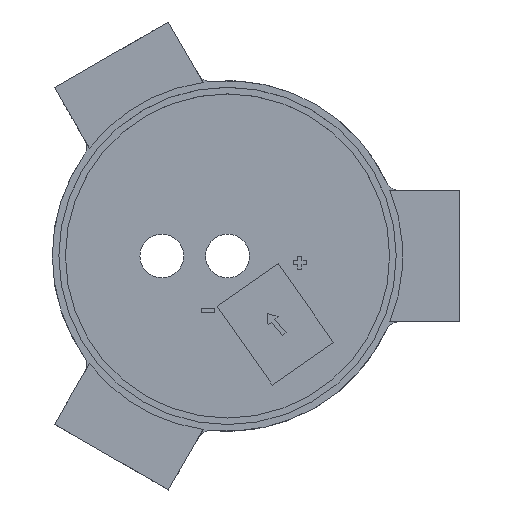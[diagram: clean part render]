
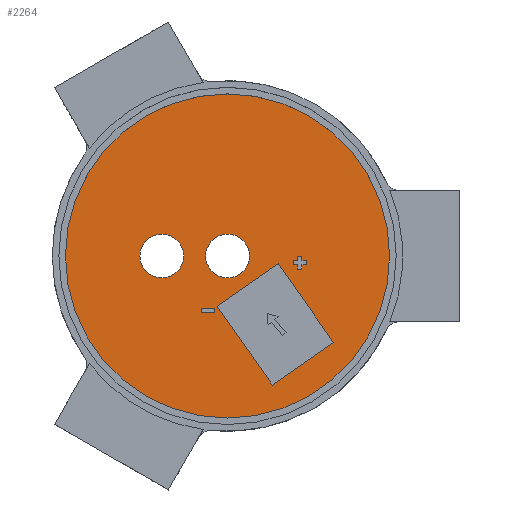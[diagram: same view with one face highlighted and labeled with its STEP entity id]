
A CAD part, top view. The second image highlights one B-rep face of the part: STEP entity #2264.
In plain terms, the highlighted planar face has unit normal (0, 0, 1).
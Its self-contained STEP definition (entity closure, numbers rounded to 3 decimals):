
#72=FACE_BOUND('',#410,.T.);
#73=FACE_BOUND('',#411,.T.);
#74=FACE_BOUND('',#412,.T.);
#75=FACE_BOUND('',#413,.T.);
#76=FACE_BOUND('',#414,.T.);
#151=PLANE('',#2499);
#271=FACE_OUTER_BOUND('',#409,.T.);
#409=EDGE_LOOP('',(#2072));
#410=EDGE_LOOP('',(#2073));
#411=EDGE_LOOP('',(#2074,#2075,#2076,#2077,#2078,#2079,#2080,#2081,#2082,
#2083,#2084,#2085));
#412=EDGE_LOOP('',(#2086,#2087,#2088,#2089));
#413=EDGE_LOOP('',(#2090));
#414=EDGE_LOOP('',(#2091,#2092,#2093,#2094));
#545=LINE('',#3827,#747);
#549=LINE('',#3835,#751);
#552=LINE('',#3841,#754);
#555=LINE('',#3847,#757);
#558=LINE('',#3853,#760);
#561=LINE('',#3859,#763);
#564=LINE('',#3865,#766);
#567=LINE('',#3871,#769);
#570=LINE('',#3877,#772);
#573=LINE('',#3883,#775);
#576=LINE('',#3889,#778);
#579=LINE('',#3894,#781);
#581=LINE('',#3900,#783);
#585=LINE('',#3908,#787);
#588=LINE('',#3914,#790);
#591=LINE('',#3919,#793);
#606=LINE('',#3963,#808);
#610=LINE('',#3971,#812);
#613=LINE('',#3977,#815);
#616=LINE('',#3982,#818);
#747=VECTOR('',#2972,10.);
#751=VECTOR('',#2978,10.);
#754=VECTOR('',#2983,10.);
#757=VECTOR('',#2988,10.);
#760=VECTOR('',#2993,10.);
#763=VECTOR('',#2998,10.);
#766=VECTOR('',#3003,10.);
#769=VECTOR('',#3008,10.);
#772=VECTOR('',#3013,10.);
#775=VECTOR('',#3018,10.);
#778=VECTOR('',#3023,10.);
#781=VECTOR('',#3028,10.);
#783=VECTOR('',#3034,10.);
#787=VECTOR('',#3040,10.);
#790=VECTOR('',#3045,10.);
#793=VECTOR('',#3050,10.);
#808=VECTOR('',#3107,10.);
#812=VECTOR('',#3113,10.);
#815=VECTOR('',#3118,10.);
#818=VECTOR('',#3123,10.);
#823=CIRCLE('',#2282,5.);
#919=CIRCLE('',#2486,5.);
#923=CIRCLE('',#2498,37.);
#924=VERTEX_POINT('',#3150);
#1087=VERTEX_POINT('',#3825);
#1088=VERTEX_POINT('',#3826);
#1091=VERTEX_POINT('',#3834);
#1093=VERTEX_POINT('',#3840);
#1095=VERTEX_POINT('',#3846);
#1097=VERTEX_POINT('',#3852);
#1099=VERTEX_POINT('',#3858);
#1101=VERTEX_POINT('',#3864);
#1103=VERTEX_POINT('',#3870);
#1105=VERTEX_POINT('',#3876);
#1107=VERTEX_POINT('',#3882);
#1109=VERTEX_POINT('',#3888);
#1111=VERTEX_POINT('',#3898);
#1112=VERTEX_POINT('',#3899);
#1115=VERTEX_POINT('',#3907);
#1117=VERTEX_POINT('',#3913);
#1123=VERTEX_POINT('',#3955);
#1125=VERTEX_POINT('',#3961);
#1126=VERTEX_POINT('',#3962);
#1129=VERTEX_POINT('',#3970);
#1131=VERTEX_POINT('',#3976);
#1135=VERTEX_POINT('',#3994);
#1136=EDGE_CURVE('',#924,#924,#823,.T.);
#1378=EDGE_CURVE('',#1087,#1088,#545,.T.);
#1382=EDGE_CURVE('',#1091,#1087,#549,.T.);
#1385=EDGE_CURVE('',#1093,#1091,#552,.T.);
#1388=EDGE_CURVE('',#1095,#1093,#555,.T.);
#1391=EDGE_CURVE('',#1097,#1095,#558,.T.);
#1394=EDGE_CURVE('',#1099,#1097,#561,.T.);
#1397=EDGE_CURVE('',#1101,#1099,#564,.T.);
#1400=EDGE_CURVE('',#1103,#1101,#567,.T.);
#1403=EDGE_CURVE('',#1105,#1103,#570,.T.);
#1406=EDGE_CURVE('',#1107,#1105,#573,.T.);
#1409=EDGE_CURVE('',#1109,#1107,#576,.T.);
#1412=EDGE_CURVE('',#1088,#1109,#579,.T.);
#1414=EDGE_CURVE('',#1111,#1112,#581,.T.);
#1418=EDGE_CURVE('',#1115,#1111,#585,.T.);
#1421=EDGE_CURVE('',#1117,#1115,#588,.T.);
#1424=EDGE_CURVE('',#1112,#1117,#591,.T.);
#1442=EDGE_CURVE('',#1123,#1123,#919,.T.);
#1445=EDGE_CURVE('',#1125,#1126,#606,.T.);
#1449=EDGE_CURVE('',#1129,#1125,#610,.T.);
#1452=EDGE_CURVE('',#1131,#1129,#613,.T.);
#1455=EDGE_CURVE('',#1126,#1131,#616,.T.);
#1462=EDGE_CURVE('',#1135,#1135,#923,.T.);
#2072=ORIENTED_EDGE('',*,*,#1462,.F.);
#2073=ORIENTED_EDGE('',*,*,#1136,.T.);
#2074=ORIENTED_EDGE('',*,*,#1378,.T.);
#2075=ORIENTED_EDGE('',*,*,#1412,.T.);
#2076=ORIENTED_EDGE('',*,*,#1409,.T.);
#2077=ORIENTED_EDGE('',*,*,#1406,.T.);
#2078=ORIENTED_EDGE('',*,*,#1403,.T.);
#2079=ORIENTED_EDGE('',*,*,#1400,.T.);
#2080=ORIENTED_EDGE('',*,*,#1397,.T.);
#2081=ORIENTED_EDGE('',*,*,#1394,.T.);
#2082=ORIENTED_EDGE('',*,*,#1391,.T.);
#2083=ORIENTED_EDGE('',*,*,#1388,.T.);
#2084=ORIENTED_EDGE('',*,*,#1385,.T.);
#2085=ORIENTED_EDGE('',*,*,#1382,.T.);
#2086=ORIENTED_EDGE('',*,*,#1414,.T.);
#2087=ORIENTED_EDGE('',*,*,#1424,.T.);
#2088=ORIENTED_EDGE('',*,*,#1421,.T.);
#2089=ORIENTED_EDGE('',*,*,#1418,.T.);
#2090=ORIENTED_EDGE('',*,*,#1442,.T.);
#2091=ORIENTED_EDGE('',*,*,#1445,.T.);
#2092=ORIENTED_EDGE('',*,*,#1455,.T.);
#2093=ORIENTED_EDGE('',*,*,#1452,.T.);
#2094=ORIENTED_EDGE('',*,*,#1449,.T.);
#2264=ADVANCED_FACE('',(#271,#72,#73,#74,#75,#76),#151,.T.);
#2282=AXIS2_PLACEMENT_3D('',#3151,#2506,#2507);
#2486=AXIS2_PLACEMENT_3D('',#3956,#3100,#3101);
#2498=AXIS2_PLACEMENT_3D('',#3996,#3140,#3141);
#2499=AXIS2_PLACEMENT_3D('',#3997,#3142,#3143);
#2506=DIRECTION('center_axis',(0.,0.,-1.));
#2507=DIRECTION('ref_axis',(1.,0.,0.));
#2972=DIRECTION('',(-1.,0.,0.));
#2978=DIRECTION('',(0.,-1.,0.));
#2983=DIRECTION('',(-1.,0.,0.));
#2988=DIRECTION('',(0.,-1.,0.));
#2993=DIRECTION('',(1.,0.,0.));
#2998=DIRECTION('',(0.,-1.,0.));
#3003=DIRECTION('',(1.,0.,0.));
#3008=DIRECTION('',(0.,1.,0.));
#3013=DIRECTION('',(1.,0.,0.));
#3018=DIRECTION('',(0.,1.,0.));
#3023=DIRECTION('',(-1.,0.,0.));
#3028=DIRECTION('',(0.,1.,0.));
#3034=DIRECTION('',(0.,-1.,0.));
#3040=DIRECTION('',(1.,0.,0.));
#3045=DIRECTION('',(0.,1.,0.));
#3050=DIRECTION('',(-1.,0.,0.));
#3100=DIRECTION('center_axis',(0.,0.,-1.));
#3101=DIRECTION('ref_axis',(1.,0.,0.));
#3107=DIRECTION('',(-0.574,0.819,0.));
#3113=DIRECTION('',(-0.819,-0.574,0.));
#3118=DIRECTION('',(0.574,-0.819,0.));
#3123=DIRECTION('',(0.819,0.574,0.));
#3140=DIRECTION('center_axis',(0.,0.,-1.));
#3141=DIRECTION('ref_axis',(-1.,0.,0.));
#3142=DIRECTION('center_axis',(0.,0.,1.));
#3143=DIRECTION('ref_axis',(-1.,0.,0.));
#3150=CARTESIAN_POINT('',(-20.,0.,12.));
#3151=CARTESIAN_POINT('Origin',(-15.,0.,12.));
#3825=CARTESIAN_POINT('',(17.,-3.,12.));
#3826=CARTESIAN_POINT('',(16.,-3.,12.));
#3827=CARTESIAN_POINT('',(8.5,-3.,12.));
#3834=CARTESIAN_POINT('',(17.,-2.,12.));
#3835=CARTESIAN_POINT('',(17.,-1.,12.));
#3840=CARTESIAN_POINT('',(18.,-2.,12.));
#3841=CARTESIAN_POINT('',(9.,-2.,12.));
#3846=CARTESIAN_POINT('',(18.,-1.,12.));
#3847=CARTESIAN_POINT('',(18.,-0.5,12.));
#3852=CARTESIAN_POINT('',(17.,-1.,12.));
#3853=CARTESIAN_POINT('',(8.5,-1.,12.));
#3858=CARTESIAN_POINT('',(17.,0.,12.));
#3859=CARTESIAN_POINT('',(17.,0.,12.));
#3864=CARTESIAN_POINT('',(16.,0.,12.));
#3865=CARTESIAN_POINT('',(8.,0.,12.));
#3870=CARTESIAN_POINT('',(16.,-1.,12.));
#3871=CARTESIAN_POINT('',(16.,-0.5,12.));
#3876=CARTESIAN_POINT('',(15.,-1.,12.));
#3877=CARTESIAN_POINT('',(7.5,-1.,12.));
#3882=CARTESIAN_POINT('',(15.,-2.,12.));
#3883=CARTESIAN_POINT('',(15.,-1.,12.));
#3888=CARTESIAN_POINT('',(16.,-2.,12.));
#3889=CARTESIAN_POINT('',(8.,-2.,12.));
#3894=CARTESIAN_POINT('',(16.,-1.5,12.));
#3898=CARTESIAN_POINT('',(-3.,-12.,12.));
#3899=CARTESIAN_POINT('',(-3.,-13.,12.));
#3900=CARTESIAN_POINT('',(-3.,-6.,12.));
#3907=CARTESIAN_POINT('',(-6.,-12.,12.));
#3908=CARTESIAN_POINT('',(-3.,-12.,12.));
#3913=CARTESIAN_POINT('',(-6.,-13.,12.));
#3914=CARTESIAN_POINT('',(-6.,-6.5,12.));
#3919=CARTESIAN_POINT('',(-1.5,-13.,12.));
#3955=CARTESIAN_POINT('',(-5.,0.,12.));
#3956=CARTESIAN_POINT('Origin',(0.,0.,12.));
#3961=CARTESIAN_POINT('',(10.245,-29.45,12.));
#3962=CARTESIAN_POINT('',(-2.374,-11.429,12.));
#3963=CARTESIAN_POINT('',(1.641,-17.163,12.));
#3970=CARTESIAN_POINT('',(24.17,-19.699,12.));
#3971=CARTESIAN_POINT('',(20.689,-22.137,12.));
#3976=CARTESIAN_POINT('',(11.551,-1.678,12.));
#3977=CARTESIAN_POINT('',(9.257,1.599,12.));
#3982=CARTESIAN_POINT('',(1.107,-8.991,12.));
#3994=CARTESIAN_POINT('',(37.,0.,12.));
#3996=CARTESIAN_POINT('Origin',(0.,0.,12.));
#3997=CARTESIAN_POINT('Origin',(0.,0.,12.));
